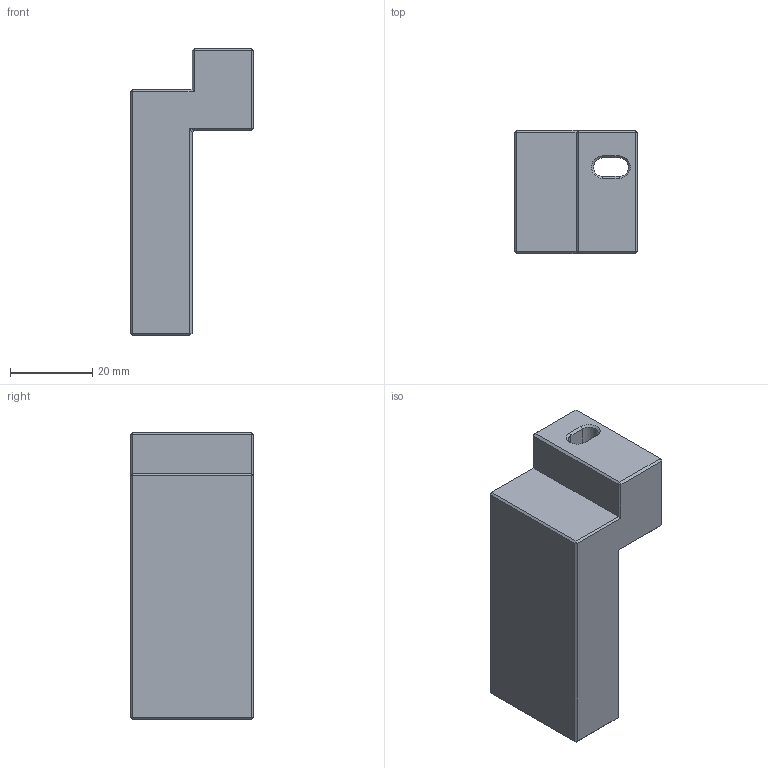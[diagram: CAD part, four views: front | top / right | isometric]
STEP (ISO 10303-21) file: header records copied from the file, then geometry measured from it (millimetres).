
FILE_DESCRIPTION(/* description */ ('Alibre Inc.'),/* implementation_level */ '2;1');
FILE_NAME(/* name */ 'export0',/* time_stamp */ '2019-12-11T09:31:57+01:00',/* author */ (''),/* organization */ (''),/* preprocessor_version */ 'ST-DEVELOPER v14',/* originating_system */ 'Alibre',/* authorisation */ '');
FILE_SCHEMA (('CONFIG_CONTROL_DESIGN'));
Length unit declared in the file: centimetre
Products named in the file (1): ID_1
Bounding box: 30 x 30 x 70.05 mm (x, y, z)
Volume: 35105 mm3; surface area: 8626.2 mm2
Topology: 1 solids, 1 shells, 64 faces, 133 edges, 71 vertices
Faces by surface type: plane 56, cone 4, cylinder 4
Entity records: 1639 total; most frequent: CARTESIAN_POINT 279, ORIENTED_EDGE 266, DIRECTION 213, EDGE_CURVE 133, VECTOR 115, LINE 115, AXIS2_PLACEMENT_3D 77, VERTEX_POINT 71
